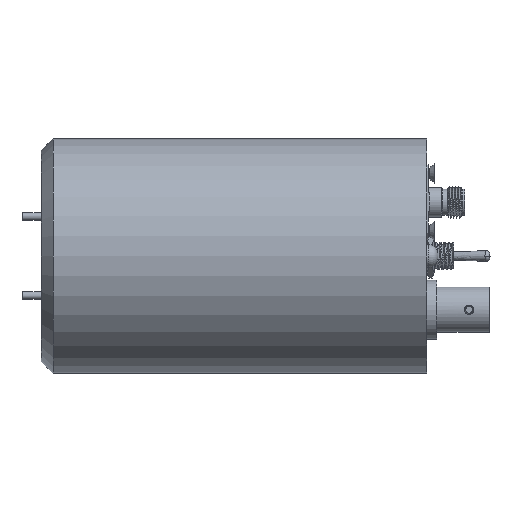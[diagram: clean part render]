
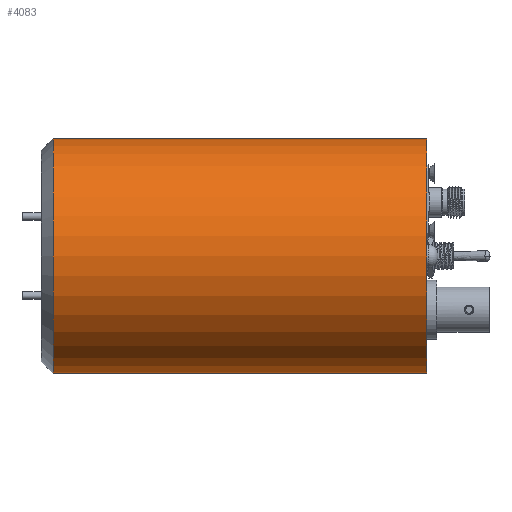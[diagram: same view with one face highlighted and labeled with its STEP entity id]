
A CAD part, front view. The second image highlights one B-rep face of the part: STEP entity #4083.
In plain terms, the highlighted cylindrical face has radius 25 mm (diameter 50 mm), a partial arc.
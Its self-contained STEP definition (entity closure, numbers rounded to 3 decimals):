
#374 = CIRCLE ( 'NONE', #21453, 25. ) ;
#822 = CARTESIAN_POINT ( 'NONE',  ( 0., 0., 0. ) ) ;
#1871 = EDGE_CURVE ( 'NONE', #11693, #8709, #19259, .T. ) ;
#2451 = VECTOR ( 'NONE', #7613, 1000. ) ;
#2724 = CARTESIAN_POINT ( 'NONE',  ( 0., 0., 25. ) ) ;
#3446 = AXIS2_PLACEMENT_3D ( 'NONE', #822, #19506, #17382 ) ;
#4083 = ADVANCED_FACE ( 'NONE', ( #14851 ), #12644, .T. ) ;
#5657 = ORIENTED_EDGE ( 'NONE', *, *, #25237, .T. ) ;
#6876 = VERTEX_POINT ( 'NONE', #20060 ) ;
#7613 = DIRECTION ( 'NONE',  ( 1., 0., 0. ) ) ;
#8709 = VERTEX_POINT ( 'NONE', #2724 ) ;
#8994 = DIRECTION ( 'NONE',  ( 1., 0., 0. ) ) ;
#9857 = ORIENTED_EDGE ( 'NONE', *, *, #28735, .T. ) ;
#10917 = VECTOR ( 'NONE', #21018, 1000. ) ;
#11662 = DIRECTION ( 'NONE',  ( 0., 0., -1. ) ) ;
#11693 = VERTEX_POINT ( 'NONE', #11922 ) ;
#11922 = CARTESIAN_POINT ( 'NONE',  ( -79.46, 0., 25. ) ) ;
#12644 = CYLINDRICAL_SURFACE ( 'NONE', #3446, 25. ) ;
#13089 = EDGE_CURVE ( 'NONE', #8709, #19806, #18686, .T. ) ;
#13587 = CARTESIAN_POINT ( 'NONE',  ( 0., 0., -25. ) ) ;
#13814 = CARTESIAN_POINT ( 'NONE',  ( 0., 0., 0. ) ) ;
#13843 = CARTESIAN_POINT ( 'NONE',  ( 0., 0., -25. ) ) ;
#14851 = FACE_OUTER_BOUND ( 'NONE', #17273, .T. ) ;
#16151 = DIRECTION ( 'NONE',  ( 0., 0., -1. ) ) ;
#17273 = EDGE_LOOP ( 'NONE', ( #24118, #5657, #9857, #20428 ) ) ;
#17382 = DIRECTION ( 'NONE',  ( 0., 0., -1. ) ) ;
#18686 = CIRCLE ( 'NONE', #19330, 25. ) ;
#19259 = LINE ( 'NONE', #19348, #2451 ) ;
#19330 = AXIS2_PLACEMENT_3D ( 'NONE', #13814, #20893, #16151 ) ;
#19348 = CARTESIAN_POINT ( 'NONE',  ( 0., 0., 25. ) ) ;
#19506 = DIRECTION ( 'NONE',  ( 1., 0., 0. ) ) ;
#19806 = VERTEX_POINT ( 'NONE', #13587 ) ;
#20060 = CARTESIAN_POINT ( 'NONE',  ( -79.46, 0., -25. ) ) ;
#20428 = ORIENTED_EDGE ( 'NONE', *, *, #13089, .F. ) ;
#20893 = DIRECTION ( 'NONE',  ( 1., 0., 0. ) ) ;
#21018 = DIRECTION ( 'NONE',  ( 1., 0., 0. ) ) ;
#21453 = AXIS2_PLACEMENT_3D ( 'NONE', #30018, #8994, #11662 ) ;
#24118 = ORIENTED_EDGE ( 'NONE', *, *, #1871, .F. ) ;
#25237 = EDGE_CURVE ( 'NONE', #11693, #6876, #374, .T. ) ;
#28735 = EDGE_CURVE ( 'NONE', #6876, #19806, #30340, .T. ) ;
#30018 = CARTESIAN_POINT ( 'NONE',  ( -79.46, 0., 0. ) ) ;
#30340 = LINE ( 'NONE', #13843, #10917 ) ;
